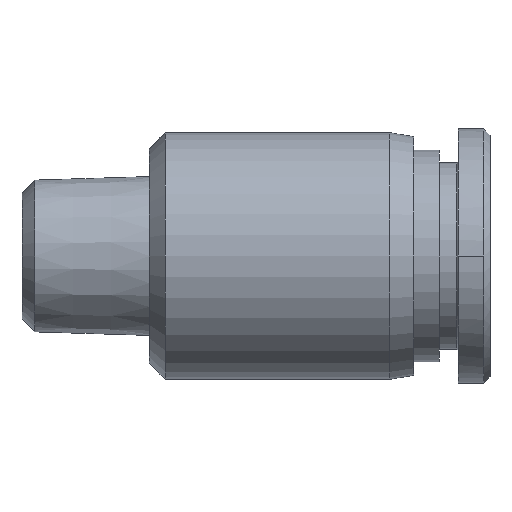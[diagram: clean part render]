
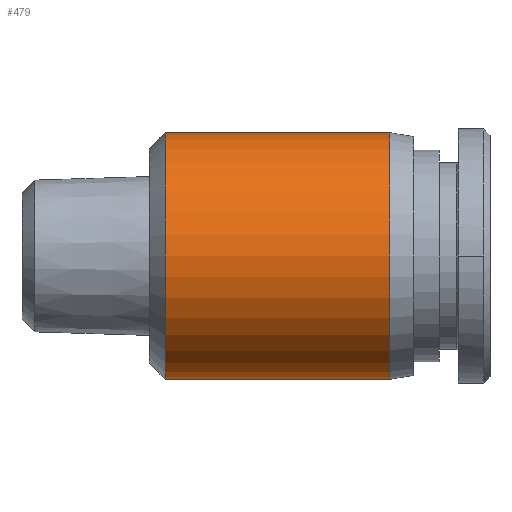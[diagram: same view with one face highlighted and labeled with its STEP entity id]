
A CAD part, front view. The second image highlights one B-rep face of the part: STEP entity #479.
In plain terms, the highlighted cylindrical face has radius 7.75 mm (diameter 15.5 mm), a partial arc.
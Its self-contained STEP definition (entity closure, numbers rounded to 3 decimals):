
#141=CARTESIAN_POINT('',(-7.75,0.,10.5));
#142=VERTEX_POINT('',#141);
#151=CARTESIAN_POINT('',(7.75,0.,10.5));
#152=VERTEX_POINT('',#151);
#153=CARTESIAN_POINT('',(0.0,0.,10.5));
#154=DIRECTION('',(0.0,0.0,1.0));
#155=DIRECTION('',(-1.0,0.0,0.0));
#156=AXIS2_PLACEMENT_3D('',#153,#154,#155);
#157=CIRCLE('',#156,7.75);
#158=EDGE_CURVE('',#142,#152,#157,.T.);
#448=CARTESIAN_POINT('',(0.0,0.,2.95));
#449=DIRECTION('',(0.0,0.,1.0));
#450=DIRECTION('',(-1.0,0.0,0.0));
#451=AXIS2_PLACEMENT_3D('',#448,#449,#450);
#452=CYLINDRICAL_SURFACE('',#451,7.75);
#453=CARTESIAN_POINT('',(-7.75,0.,-3.6));
#454=VERTEX_POINT('',#453);
#455=CARTESIAN_POINT('',(-7.75,0.,-3.6));
#456=DIRECTION('',(0.0,0.0,1.0));
#457=VECTOR('',#456,14.1);
#458=LINE('',#455,#457);
#459=EDGE_CURVE('',#454,#142,#458,.T.);
#460=ORIENTED_EDGE('',*,*,#459,.F.);
#461=CARTESIAN_POINT('',(7.75,0.,-3.6));
#462=VERTEX_POINT('',#461);
#463=CARTESIAN_POINT('',(0.0,0.,-3.6));
#464=DIRECTION('',(0.0,0.0,-1.0));
#465=DIRECTION('',(1.0,0.0,0.0));
#466=AXIS2_PLACEMENT_3D('',#463,#464,#465);
#467=CIRCLE('',#466,7.75);
#468=EDGE_CURVE('',#462,#454,#467,.T.);
#469=ORIENTED_EDGE('',*,*,#468,.F.);
#470=CARTESIAN_POINT('',(7.75,0.,10.5));
#471=DIRECTION('',(0.0,0.0,-1.0));
#472=VECTOR('',#471,14.1);
#473=LINE('',#470,#472);
#474=EDGE_CURVE('',#152,#462,#473,.T.);
#475=ORIENTED_EDGE('',*,*,#474,.F.);
#476=ORIENTED_EDGE('',*,*,#158,.F.);
#477=EDGE_LOOP('',(#460,#469,#475,#476));
#478=FACE_OUTER_BOUND('',#477,.T.);
#479=ADVANCED_FACE('',(#478),#452,.T.);
